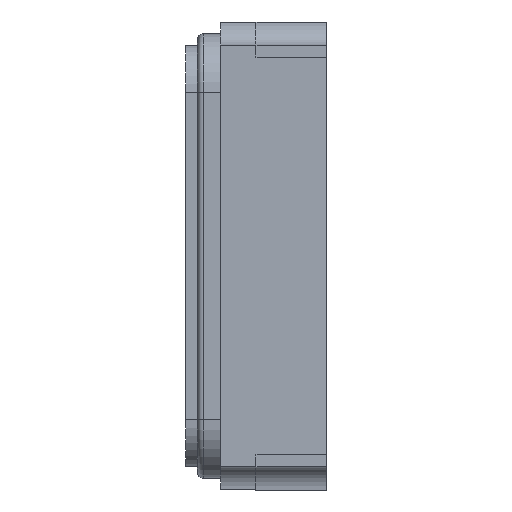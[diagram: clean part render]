
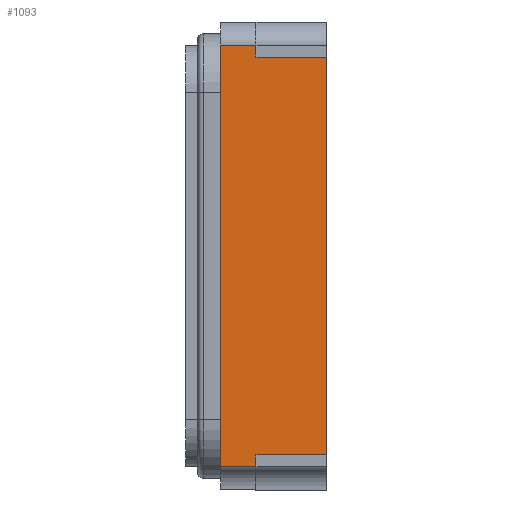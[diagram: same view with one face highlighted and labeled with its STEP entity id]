
A CAD part, left-side view. The second image highlights one B-rep face of the part: STEP entity #1093.
In plain terms, the highlighted planar face has unit normal (-1, 0, 0).
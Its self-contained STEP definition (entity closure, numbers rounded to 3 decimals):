
#2 = CARTESIAN_POINT ( 'NONE',  ( -1.25, 0.3, 0. ) ) ;
#65 = LINE ( 'NONE', #1649, #1297 ) ;
#106 = VECTOR ( 'NONE', #1041, 1000. ) ;
#176 = DIRECTION ( 'NONE',  ( 1., 0., 0. ) ) ;
#420 = FACE_OUTER_BOUND ( 'NONE', #2684, .T. ) ;
#443 = CARTESIAN_POINT ( 'NONE',  ( -1.25, 0.3, 0.9 ) ) ;
#576 = VERTEX_POINT ( 'NONE', #2974 ) ;
#620 = LINE ( 'NONE', #2, #1387 ) ;
#656 = VERTEX_POINT ( 'NONE', #2176 ) ;
#708 = CARTESIAN_POINT ( 'NONE',  ( -1.25, 0., 0.85 ) ) ;
#739 = DIRECTION ( 'NONE',  ( 0., 0., 1. ) ) ;
#758 = PLANE ( 'NONE',  #1554 ) ;
#788 = ORIENTED_EDGE ( 'NONE', *, *, #3103, .F. ) ;
#857 = VECTOR ( 'NONE', #739, 1000. ) ;
#957 = DIRECTION ( 'NONE',  ( 0., -1., 0. ) ) ;
#1006 = CARTESIAN_POINT ( 'NONE',  ( -1.25, 0.3, 0.85 ) ) ;
#1041 = DIRECTION ( 'NONE',  ( 0., 1., 0. ) ) ;
#1093 = ADVANCED_FACE ( 'NONE', ( #420 ), #758, .F. ) ;
#1109 = VERTEX_POINT ( 'NONE', #443 ) ;
#1165 = EDGE_CURVE ( 'NONE', #1109, #3181, #1331, .T. ) ;
#1297 = VECTOR ( 'NONE', #3082, 1000. ) ;
#1303 = DIRECTION ( 'NONE',  ( 0., 0., -1. ) ) ;
#1331 = LINE ( 'NONE', #1354, #106 ) ;
#1354 = CARTESIAN_POINT ( 'NONE',  ( -1.25, 0.45, 0.9 ) ) ;
#1359 = VECTOR ( 'NONE', #2261, 1000. ) ;
#1387 = VECTOR ( 'NONE', #2288, 1000. ) ;
#1397 = CARTESIAN_POINT ( 'NONE',  ( -1.25, 0.45, 0.9 ) ) ;
#1459 = VERTEX_POINT ( 'NONE', #1494 ) ;
#1494 = CARTESIAN_POINT ( 'NONE',  ( -1.25, 0.3, 0.85 ) ) ;
#1528 = ORIENTED_EDGE ( 'NONE', *, *, #2475, .F. ) ;
#1554 = AXIS2_PLACEMENT_3D ( 'NONE', #2166, #176, #1303 ) ;
#1559 = EDGE_CURVE ( 'NONE', #1459, #2343, #3024, .T. ) ;
#1618 = ORIENTED_EDGE ( 'NONE', *, *, #2223, .F. ) ;
#1649 = CARTESIAN_POINT ( 'NONE',  ( -1.25, 0.45, -0.9 ) ) ;
#1802 = VECTOR ( 'NONE', #2513, 1000. ) ;
#1818 = ORIENTED_EDGE ( 'NONE', *, *, #1859, .T. ) ;
#1859 = EDGE_CURVE ( 'NONE', #1868, #576, #2103, .T. ) ;
#1868 = VERTEX_POINT ( 'NONE', #3472 ) ;
#2079 = CARTESIAN_POINT ( 'NONE',  ( -1.25, 0.3, 0. ) ) ;
#2103 = LINE ( 'NONE', #3598, #1359 ) ;
#2164 = LINE ( 'NONE', #3583, #857 ) ;
#2166 = CARTESIAN_POINT ( 'NONE',  ( -1.25, 0.45, 1. ) ) ;
#2176 = CARTESIAN_POINT ( 'NONE',  ( -1.25, 0.45, -0.9 ) ) ;
#2186 = ORIENTED_EDGE ( 'NONE', *, *, #1559, .F. ) ;
#2201 = LINE ( 'NONE', #2498, #1802 ) ;
#2223 = EDGE_CURVE ( 'NONE', #1109, #1459, #3108, .T. ) ;
#2261 = DIRECTION ( 'NONE',  ( 0., -1., 0. ) ) ;
#2288 = DIRECTION ( 'NONE',  ( 0., 0., -1. ) ) ;
#2343 = VERTEX_POINT ( 'NONE', #708 ) ;
#2355 = VECTOR ( 'NONE', #3515, 1000. ) ;
#2443 = EDGE_CURVE ( 'NONE', #576, #2343, #2164, .T. ) ;
#2475 = EDGE_CURVE ( 'NONE', #656, #3181, #2201, .T. ) ;
#2498 = CARTESIAN_POINT ( 'NONE',  ( -1.25, 0.45, 1. ) ) ;
#2513 = DIRECTION ( 'NONE',  ( 0., 0., 1. ) ) ;
#2518 = EDGE_CURVE ( 'NONE', #656, #3202, #65, .T. ) ;
#2583 = ORIENTED_EDGE ( 'NONE', *, *, #2443, .T. ) ;
#2684 = EDGE_LOOP ( 'NONE', ( #1818, #2583, #2186, #1618, #3714, #1528, #3471, #788 ) ) ;
#2753 = VECTOR ( 'NONE', #957, 1000. ) ;
#2974 = CARTESIAN_POINT ( 'NONE',  ( -1.25, 0., -0.85 ) ) ;
#3024 = LINE ( 'NONE', #1006, #2753 ) ;
#3082 = DIRECTION ( 'NONE',  ( 0., -1., 0. ) ) ;
#3103 = EDGE_CURVE ( 'NONE', #1868, #3202, #620, .T. ) ;
#3108 = LINE ( 'NONE', #2079, #2355 ) ;
#3181 = VERTEX_POINT ( 'NONE', #1397 ) ;
#3202 = VERTEX_POINT ( 'NONE', #3513 ) ;
#3471 = ORIENTED_EDGE ( 'NONE', *, *, #2518, .T. ) ;
#3472 = CARTESIAN_POINT ( 'NONE',  ( -1.25, 0.3, -0.85 ) ) ;
#3513 = CARTESIAN_POINT ( 'NONE',  ( -1.25, 0.3, -0.9 ) ) ;
#3515 = DIRECTION ( 'NONE',  ( 0., 0., -1. ) ) ;
#3583 = CARTESIAN_POINT ( 'NONE',  ( -1.25, 0., 1. ) ) ;
#3598 = CARTESIAN_POINT ( 'NONE',  ( -1.25, 0.3, -0.85 ) ) ;
#3714 = ORIENTED_EDGE ( 'NONE', *, *, #1165, .T. ) ;
